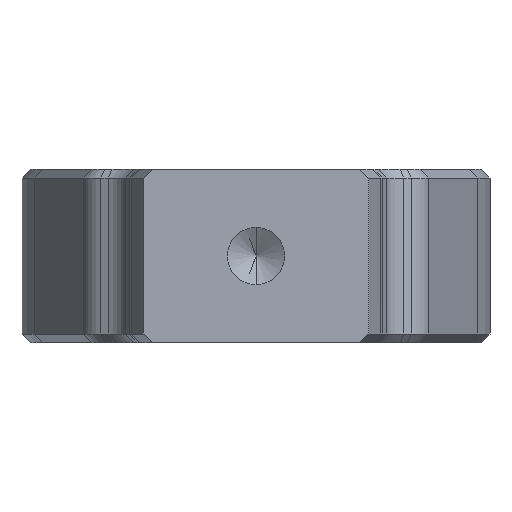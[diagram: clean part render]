
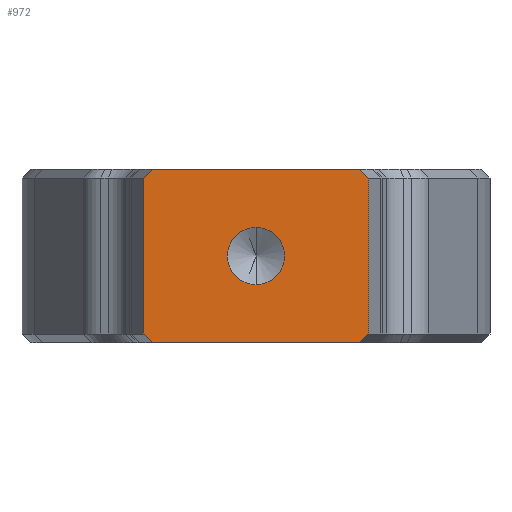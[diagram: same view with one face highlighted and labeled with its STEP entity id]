
A CAD part, front view. The second image highlights one B-rep face of the part: STEP entity #972.
In plain terms, the highlighted planar face has unit normal (0, -1, 0).
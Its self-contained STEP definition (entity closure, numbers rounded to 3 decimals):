
#49 = EDGE_LOOP ( 'NONE', ( #1602, #553, #160, #802, #714, #333, #1703, #1400 ) ) ;
#59 = CARTESIAN_POINT ( 'NONE',  ( -9.317, -23., 1.831 ) ) ;
#73 = DIRECTION ( 'NONE',  ( -0.726, 0., -0.688 ) ) ;
#74 = PLANE ( 'NONE',  #560 ) ;
#114 = CARTESIAN_POINT ( 'NONE',  ( 6.5, -23., 5. ) ) ;
#123 = CARTESIAN_POINT ( 'NONE',  ( 6.5, -23., -4.5 ) ) ;
#133 = EDGE_CURVE ( 'NONE', #1989, #260, #1550, .T. ) ;
#160 = ORIENTED_EDGE ( 'NONE', *, *, #219, .F. ) ;
#198 = VERTEX_POINT ( 'NONE', #652 ) ;
#216 = CARTESIAN_POINT ( 'NONE',  ( 0., -23., 0. ) ) ;
#219 = EDGE_CURVE ( 'NONE', #1947, #731, #2163, .T. ) ;
#240 = LINE ( 'NONE', #421, #1636 ) ;
#242 = VECTOR ( 'NONE', #1843, 1000. ) ;
#260 = VERTEX_POINT ( 'NONE', #1568 ) ;
#281 = EDGE_CURVE ( 'NONE', #2347, #731, #858, .T. ) ;
#298 = DIRECTION ( 'NONE',  ( 0., 0., -1. ) ) ;
#304 = CARTESIAN_POINT ( 'NONE',  ( 6.5, -23., -5. ) ) ;
#308 = CARTESIAN_POINT ( 'NONE',  ( -6.5, -23., 5. ) ) ;
#333 = ORIENTED_EDGE ( 'NONE', *, *, #133, .T. ) ;
#350 = CARTESIAN_POINT ( 'NONE',  ( 9.317, -23., 1.831 ) ) ;
#408 = DIRECTION ( 'NONE',  ( 0., -1., 0. ) ) ;
#421 = CARTESIAN_POINT ( 'NONE',  ( 6.5, -23., 5. ) ) ;
#445 = DIRECTION ( 'NONE',  ( 1., 0., 0. ) ) ;
#481 = CARTESIAN_POINT ( 'NONE',  ( 6.5, -23., 5. ) ) ;
#507 = EDGE_CURVE ( 'NONE', #198, #2240, #2033, .T. ) ;
#515 = CIRCLE ( 'NONE', #2356, 1.65 ) ;
#523 = DIRECTION ( 'NONE',  ( 0., -1., 0. ) ) ;
#533 = LINE ( 'NONE', #350, #242 ) ;
#553 = ORIENTED_EDGE ( 'NONE', *, *, #281, .T. ) ;
#560 = AXIS2_PLACEMENT_3D ( 'NONE', #114, #1427, #2344 ) ;
#652 = CARTESIAN_POINT ( 'NONE',  ( 0., -23., 1.65 ) ) ;
#677 = EDGE_CURVE ( 'NONE', #2198, #2347, #1073, .T. ) ;
#695 = LINE ( 'NONE', #308, #2209 ) ;
#703 = AXIS2_PLACEMENT_3D ( 'NONE', #216, #408, #1933 ) ;
#712 = CARTESIAN_POINT ( 'NONE',  ( 5.972, -23., -5. ) ) ;
#714 = ORIENTED_EDGE ( 'NONE', *, *, #1257, .F. ) ;
#729 = CARTESIAN_POINT ( 'NONE',  ( -5.972, -23., -5. ) ) ;
#731 = VERTEX_POINT ( 'NONE', #123 ) ;
#802 = ORIENTED_EDGE ( 'NONE', *, *, #843, .T. ) ;
#813 = EDGE_LOOP ( 'NONE', ( #1665, #1940 ) ) ;
#815 = VECTOR ( 'NONE', #1001, 1000. ) ;
#833 = CARTESIAN_POINT ( 'NONE',  ( 0., -23., -1.65 ) ) ;
#843 = EDGE_CURVE ( 'NONE', #1947, #1353, #533, .T. ) ;
#858 = LINE ( 'NONE', #1598, #815 ) ;
#926 = EDGE_CURVE ( 'NONE', #1243, #2198, #1964, .T. ) ;
#972 = ADVANCED_FACE ( 'NONE', ( #2123, #1551 ), #74, .F. ) ;
#1001 = DIRECTION ( 'NONE',  ( 0.726, 0., 0.688 ) ) ;
#1036 = CARTESIAN_POINT ( 'NONE',  ( 6.5, -23., 4.5 ) ) ;
#1073 = LINE ( 'NONE', #304, #1403 ) ;
#1098 = DIRECTION ( 'NONE',  ( 0., 0., -1. ) ) ;
#1243 = VERTEX_POINT ( 'NONE', #2312 ) ;
#1257 = EDGE_CURVE ( 'NONE', #1989, #1353, #240, .T. ) ;
#1304 = VECTOR ( 'NONE', #1372, 1000. ) ;
#1353 = VERTEX_POINT ( 'NONE', #1584 ) ;
#1372 = DIRECTION ( 'NONE',  ( 0.726, 0., -0.688 ) ) ;
#1400 = ORIENTED_EDGE ( 'NONE', *, *, #926, .T. ) ;
#1403 = VECTOR ( 'NONE', #2000, 1000. ) ;
#1425 = DIRECTION ( 'NONE',  ( 0., 0., -1. ) ) ;
#1427 = DIRECTION ( 'NONE',  ( 0., 1., 0. ) ) ;
#1509 = VECTOR ( 'NONE', #298, 1000. ) ;
#1550 = LINE ( 'NONE', #59, #1747 ) ;
#1551 = FACE_OUTER_BOUND ( 'NONE', #49, .T. ) ;
#1568 = CARTESIAN_POINT ( 'NONE',  ( -6.5, -23., 4.5 ) ) ;
#1584 = CARTESIAN_POINT ( 'NONE',  ( 5.972, -23., 5. ) ) ;
#1598 = CARTESIAN_POINT ( 'NONE',  ( 6.5, -23., -4.5 ) ) ;
#1602 = ORIENTED_EDGE ( 'NONE', *, *, #677, .T. ) ;
#1636 = VECTOR ( 'NONE', #445, 1000. ) ;
#1665 = ORIENTED_EDGE ( 'NONE', *, *, #2323, .F. ) ;
#1703 = ORIENTED_EDGE ( 'NONE', *, *, #1863, .T. ) ;
#1747 = VECTOR ( 'NONE', #73, 1000. ) ;
#1843 = DIRECTION ( 'NONE',  ( -0.726, 0., 0.688 ) ) ;
#1863 = EDGE_CURVE ( 'NONE', #260, #1243, #695, .T. ) ;
#1933 = DIRECTION ( 'NONE',  ( 0., 0., -1. ) ) ;
#1940 = ORIENTED_EDGE ( 'NONE', *, *, #507, .F. ) ;
#1947 = VERTEX_POINT ( 'NONE', #1036 ) ;
#1950 = CARTESIAN_POINT ( 'NONE',  ( -6.5, -23., -4.5 ) ) ;
#1964 = LINE ( 'NONE', #1950, #1304 ) ;
#1989 = VERTEX_POINT ( 'NONE', #2017 ) ;
#2000 = DIRECTION ( 'NONE',  ( 1., 0., 0. ) ) ;
#2001 = CARTESIAN_POINT ( 'NONE',  ( 0., -23., 0. ) ) ;
#2017 = CARTESIAN_POINT ( 'NONE',  ( -5.972, -23., 5. ) ) ;
#2033 = CIRCLE ( 'NONE', #703, 1.65 ) ;
#2123 = FACE_BOUND ( 'NONE', #813, .T. ) ;
#2163 = LINE ( 'NONE', #481, #1509 ) ;
#2198 = VERTEX_POINT ( 'NONE', #729 ) ;
#2209 = VECTOR ( 'NONE', #1425, 1000. ) ;
#2240 = VERTEX_POINT ( 'NONE', #833 ) ;
#2312 = CARTESIAN_POINT ( 'NONE',  ( -6.5, -23., -4.5 ) ) ;
#2323 = EDGE_CURVE ( 'NONE', #2240, #198, #515, .T. ) ;
#2344 = DIRECTION ( 'NONE',  ( 0., 0., 1. ) ) ;
#2347 = VERTEX_POINT ( 'NONE', #712 ) ;
#2356 = AXIS2_PLACEMENT_3D ( 'NONE', #2001, #523, #1098 ) ;
